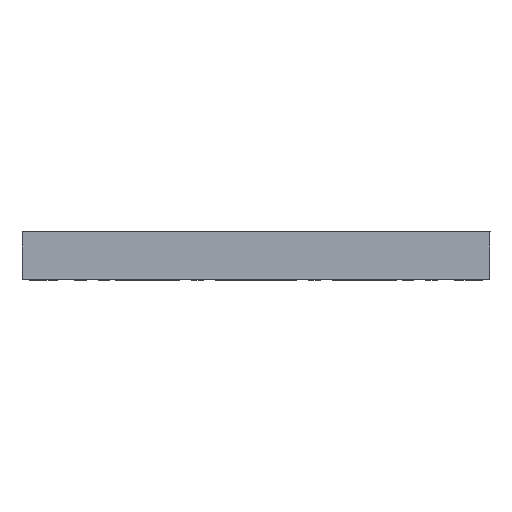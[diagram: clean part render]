
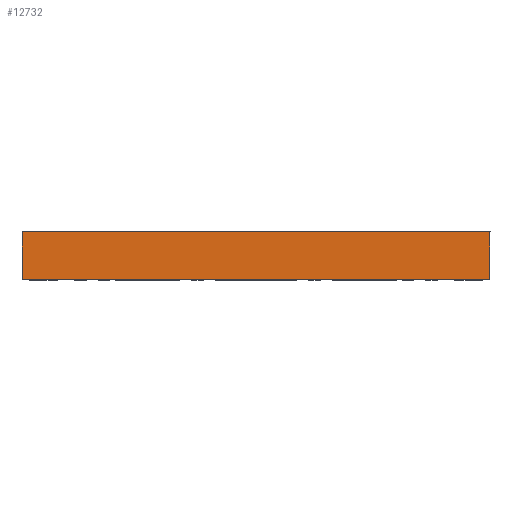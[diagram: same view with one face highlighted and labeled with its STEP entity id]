
A CAD part, front view. The second image highlights one B-rep face of the part: STEP entity #12732.
In plain terms, the highlighted face is planar.
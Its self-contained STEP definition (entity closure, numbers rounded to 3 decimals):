
#811=FACE_OUTER_BOUND('',#1620,.T.);
#1620=EDGE_LOOP('',(#8700,#8701,#8702,#8703));
#2386=LINE('',#16945,#3820);
#2680=LINE('',#17538,#4114);
#2681=LINE('',#17539,#4115);
#2682=LINE('',#17540,#4116);
#3820=VECTOR('',#14163,1.);
#4114=VECTOR('',#14463,1.);
#4115=VECTOR('',#14464,1.);
#4116=VECTOR('',#14465,1.);
#5254=VERTEX_POINT('',#16943);
#5255=VERTEX_POINT('',#16944);
#5550=VERTEX_POINT('',#17536);
#5551=VERTEX_POINT('',#17537);
#6514=EDGE_CURVE('',#5254,#5255,#2386,.T.);
#6810=EDGE_CURVE('',#5550,#5551,#2680,.T.);
#6811=EDGE_CURVE('',#5255,#5550,#2681,.T.);
#6812=EDGE_CURVE('',#5254,#5551,#2682,.T.);
#8700=ORIENTED_EDGE('',*,*,#6810,.F.);
#8701=ORIENTED_EDGE('',*,*,#6811,.F.);
#8702=ORIENTED_EDGE('',*,*,#6514,.F.);
#8703=ORIENTED_EDGE('',*,*,#6812,.T.);
#12185=PLANE('',#13486);
#12732=ADVANCED_FACE('',(#811),#12185,.T.);
#13486=AXIS2_PLACEMENT_3D('',#17535,#14461,#14462);
#14163=DIRECTION('',(0.,0.,-1.));
#14461=DIRECTION('center_axis',(-1.,0.,0.));
#14462=DIRECTION('ref_axis',(0.,0.,
1.));
#14463=DIRECTION('',(0.,0.,1.));
#14464=DIRECTION('',(0.,1.,0.));
#14465=DIRECTION('',(0.,1.,0.));
#16943=CARTESIAN_POINT('',(-21.,0.,-7.));
#16944=CARTESIAN_POINT('',(-21.,0.,-19.));
#16945=CARTESIAN_POINT('',(-21.,0.,-7.));
#17535=CARTESIAN_POINT('Origin',(-21.,0.,-19.));
#17536=CARTESIAN_POINT('',(-21.,1.22,-19.));
#17537=CARTESIAN_POINT('',(-21.,1.22,-7.));
#17538=CARTESIAN_POINT('',(-21.,1.22,-19.));
#17539=CARTESIAN_POINT('',(-21.,0.,-19.));
#17540=CARTESIAN_POINT('',(-21.,0.,-7.));
